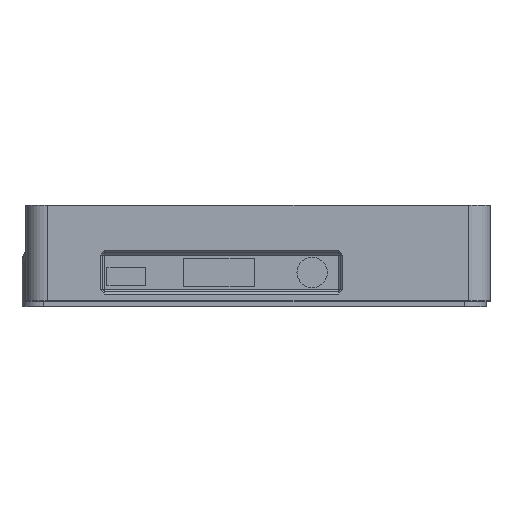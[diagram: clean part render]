
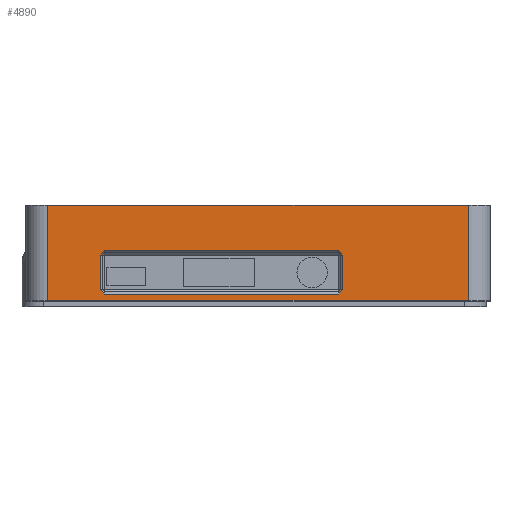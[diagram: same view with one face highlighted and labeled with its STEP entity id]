
A CAD part, top view. The second image highlights one B-rep face of the part: STEP entity #4890.
In plain terms, the highlighted planar face has unit normal (0, 0, 1).
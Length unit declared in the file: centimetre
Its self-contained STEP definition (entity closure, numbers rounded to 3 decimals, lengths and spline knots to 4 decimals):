
#56 = EDGE_CURVE ( 'NONE', #4442, #1235, #1372, .T. ) ;
#75 = EDGE_LOOP ( 'NONE', ( #3212, #2020, #1377, #3725 ) ) ;
#109 = DIRECTION ( 'NONE',  ( -1., 0., 0. ) ) ;
#219 = VERTEX_POINT ( 'NONE', #2906 ) ;
#250 = VERTEX_POINT ( 'NONE', #5342 ) ;
#378 = DIRECTION ( 'NONE',  ( 1., 0., 0. ) ) ;
#418 = EDGE_CURVE ( 'NONE', #4518, #2546, #3654, .T. ) ;
#773 = DIRECTION ( 'NONE',  ( -0.707, -0.707, 0. ) ) ;
#922 = CARTESIAN_POINT ( 'NONE',  ( 1.8605, 1.15, 3.5235 ) ) ;
#981 = DIRECTION ( 'NONE',  ( -1., 0., 0. ) ) ;
#1048 = DIRECTION ( 'NONE',  ( 0., -1., 0. ) ) ;
#1059 = CARTESIAN_POINT ( 'NONE',  ( 1.9605, 0.25, 3.5235 ) ) ;
#1131 = CARTESIAN_POINT ( 'NONE',  ( -5.35, 2.2, 3.5235 ) ) ;
#1235 = VERTEX_POINT ( 'NONE', #5731 ) ;
#1237 = VECTOR ( 'NONE', #5655, 100. ) ;
#1266 = LINE ( 'NONE', #5212, #1237 ) ;
#1282 = LINE ( 'NONE', #2750, #3030 ) ;
#1372 = LINE ( 'NONE', #2197, #4216 ) ;
#1377 = ORIENTED_EDGE ( 'NONE', *, *, #5853, .T. ) ;
#1429 = LINE ( 'NONE', #5340, #4853 ) ;
#1466 = ORIENTED_EDGE ( 'NONE', *, *, #1690, .T. ) ;
#1493 = EDGE_CURVE ( 'NONE', #4442, #250, #1694, .T. ) ;
#1511 = DIRECTION ( 'NONE',  ( 1., 0., 0. ) ) ;
#1638 = FACE_BOUND ( 'NONE', #3019, .T. ) ;
#1690 = EDGE_CURVE ( 'NONE', #1945, #2546, #5916, .T. ) ;
#1694 = LINE ( 'NONE', #3135, #5412 ) ;
#1783 = DIRECTION ( 'NONE',  ( 1., 0., 0. ) ) ;
#1866 = VERTEX_POINT ( 'NONE', #2648 ) ;
#1945 = VERTEX_POINT ( 'NONE', #3910 ) ;
#2020 = ORIENTED_EDGE ( 'NONE', *, *, #3346, .T. ) ;
#2028 = CARTESIAN_POINT ( 'NONE',  ( 4.85, 2.2, 3.5235 ) ) ;
#2102 = CARTESIAN_POINT ( 'NONE',  ( -3.6395, 0.25, 3.5235 ) ) ;
#2115 = AXIS2_PLACEMENT_3D ( 'NONE', #1131, #4953, #109 ) ;
#2197 = CARTESIAN_POINT ( 'NONE',  ( -3.5395, 0.15, 3.5235 ) ) ;
#2253 = VECTOR ( 'NONE', #3373, 100. ) ;
#2349 = CARTESIAN_POINT ( 'NONE',  ( 1.9605, 0.25, 3.5235 ) ) ;
#2474 = LINE ( 'NONE', #3935, #5275 ) ;
#2546 = VERTEX_POINT ( 'NONE', #1059 ) ;
#2617 = CARTESIAN_POINT ( 'NONE',  ( -3.5395, 1.15, 3.5235 ) ) ;
#2636 = EDGE_CURVE ( 'NONE', #2928, #250, #2782, .T. ) ;
#2648 = CARTESIAN_POINT ( 'NONE',  ( 4.85, 0., 3.5235 ) ) ;
#2750 = CARTESIAN_POINT ( 'NONE',  ( 4.85, 2.2, 3.5235 ) ) ;
#2761 = VECTOR ( 'NONE', #378, 100. ) ;
#2782 = LINE ( 'NONE', #4627, #4011 ) ;
#2831 = VERTEX_POINT ( 'NONE', #5536 ) ;
#2862 = ORIENTED_EDGE ( 'NONE', *, *, #418, .F. ) ;
#2906 = CARTESIAN_POINT ( 'NONE',  ( 1.8605, 1.15, 3.5235 ) ) ;
#2928 = VERTEX_POINT ( 'NONE', #2617 ) ;
#3019 = EDGE_LOOP ( 'NONE', ( #1466, #2862, #3219, #3070, #3378, #3349, #3133, #6116 ) ) ;
#3030 = VECTOR ( 'NONE', #3615, 100. ) ;
#3070 = ORIENTED_EDGE ( 'NONE', *, *, #56, .F. ) ;
#3133 = ORIENTED_EDGE ( 'NONE', *, *, #5112, .T. ) ;
#3135 = CARTESIAN_POINT ( 'NONE',  ( -3.6395, 2.2, 3.5235 ) ) ;
#3212 = ORIENTED_EDGE ( 'NONE', *, *, #3292, .F. ) ;
#3219 = ORIENTED_EDGE ( 'NONE', *, *, #4734, .T. ) ;
#3279 = VECTOR ( 'NONE', #3472, 100. ) ;
#3292 = EDGE_CURVE ( 'NONE', #4651, #4799, #4671, .T. ) ;
#3346 = EDGE_CURVE ( 'NONE', #4651, #2831, #1266, .T. ) ;
#3349 = ORIENTED_EDGE ( 'NONE', *, *, #2636, .F. ) ;
#3373 = DIRECTION ( 'NONE',  ( 0.707, 0.707, 0. ) ) ;
#3378 = ORIENTED_EDGE ( 'NONE', *, *, #1493, .T. ) ;
#3472 = DIRECTION ( 'NONE',  ( -0.707, 0.707, 0. ) ) ;
#3491 = EDGE_CURVE ( 'NONE', #1945, #219, #3939, .T. ) ;
#3558 = FACE_OUTER_BOUND ( 'NONE', #75, .T. ) ;
#3615 = DIRECTION ( 'NONE',  ( 0., 1., 0. ) ) ;
#3654 = LINE ( 'NONE', #2349, #2253 ) ;
#3668 = LINE ( 'NONE', #5061, #4062 ) ;
#3693 = CARTESIAN_POINT ( 'NONE',  ( -5.35, 2.2, 3.5235 ) ) ;
#3725 = ORIENTED_EDGE ( 'NONE', *, *, #4222, .T. ) ;
#3910 = CARTESIAN_POINT ( 'NONE',  ( 1.9605, 1.05, 3.5235 ) ) ;
#3935 = CARTESIAN_POINT ( 'NONE',  ( -5.35, 1.15, 3.5235 ) ) ;
#3939 = LINE ( 'NONE', #922, #3279 ) ;
#4005 = VECTOR ( 'NONE', #1048, 100. ) ;
#4011 = VECTOR ( 'NONE', #773, 100. ) ;
#4062 = VECTOR ( 'NONE', #1783, 100. ) ;
#4216 = VECTOR ( 'NONE', #4231, 100. ) ;
#4222 = EDGE_CURVE ( 'NONE', #1866, #4799, #1282, .T. ) ;
#4231 = DIRECTION ( 'NONE',  ( 0.707, -0.707, 0. ) ) ;
#4442 = VERTEX_POINT ( 'NONE', #2102 ) ;
#4479 = PLANE ( 'NONE',  #2115 ) ;
#4518 = VERTEX_POINT ( 'NONE', #4906 ) ;
#4627 = CARTESIAN_POINT ( 'NONE',  ( -3.6395, 1.05, 3.5235 ) ) ;
#4651 = VERTEX_POINT ( 'NONE', #5879 ) ;
#4671 = LINE ( 'NONE', #3693, #2761 ) ;
#4734 = EDGE_CURVE ( 'NONE', #4518, #1235, #1429, .T. ) ;
#4799 = VERTEX_POINT ( 'NONE', #2028 ) ;
#4853 = VECTOR ( 'NONE', #981, 100. ) ;
#4890 = ADVANCED_FACE ( 'NONE', ( #3558, #1638 ), #4479, .F. ) ;
#4904 = CARTESIAN_POINT ( 'NONE',  ( 1.9605, 2.2, 3.5235 ) ) ;
#4906 = CARTESIAN_POINT ( 'NONE',  ( 1.8605, 0.15, 3.5235 ) ) ;
#4953 = DIRECTION ( 'NONE',  ( 0., 0., -1. ) ) ;
#5061 = CARTESIAN_POINT ( 'NONE',  ( -5.35, 0., 3.5235 ) ) ;
#5112 = EDGE_CURVE ( 'NONE', #2928, #219, #2474, .T. ) ;
#5194 = DIRECTION ( 'NONE',  ( 0., 1., 0. ) ) ;
#5212 = CARTESIAN_POINT ( 'NONE',  ( -4.85, 2.2, 3.5235 ) ) ;
#5275 = VECTOR ( 'NONE', #1511, 100. ) ;
#5340 = CARTESIAN_POINT ( 'NONE',  ( -5.35, 0.15, 3.5235 ) ) ;
#5342 = CARTESIAN_POINT ( 'NONE',  ( -3.6395, 1.05, 3.5235 ) ) ;
#5412 = VECTOR ( 'NONE', #5194, 100. ) ;
#5536 = CARTESIAN_POINT ( 'NONE',  ( -4.85, 0., 3.5235 ) ) ;
#5655 = DIRECTION ( 'NONE',  ( 0., -1., 0. ) ) ;
#5731 = CARTESIAN_POINT ( 'NONE',  ( -3.5395, 0.15, 3.5235 ) ) ;
#5853 = EDGE_CURVE ( 'NONE', #2831, #1866, #3668, .T. ) ;
#5879 = CARTESIAN_POINT ( 'NONE',  ( -4.85, 2.2, 3.5235 ) ) ;
#5916 = LINE ( 'NONE', #4904, #4005 ) ;
#6116 = ORIENTED_EDGE ( 'NONE', *, *, #3491, .F. ) ;
